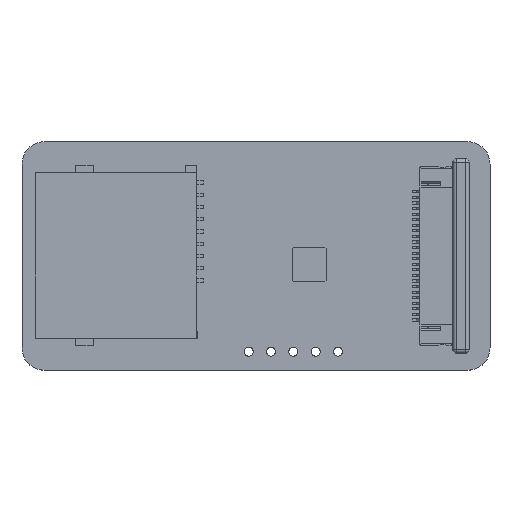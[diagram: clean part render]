
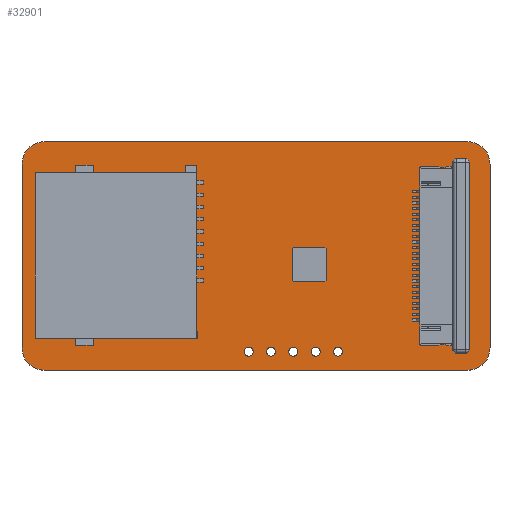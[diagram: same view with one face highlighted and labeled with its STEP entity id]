
A CAD part, top view. The second image highlights one B-rep face of the part: STEP entity #32901.
In plain terms, the highlighted planar face has unit normal (0, 0, 1).
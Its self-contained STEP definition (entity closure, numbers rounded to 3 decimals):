
#32675 = VERTEX_POINT('',#32676);
#32676 = CARTESIAN_POINT('',(204.25,-110.,1.6));
#32682 = EDGE_CURVE('',#32675,#32683,#32685,.T.);
#32683 = VERTEX_POINT('',#32684);
#32684 = CARTESIAN_POINT('',(206.25,-112.,1.6));
#32685 = CIRCLE('',#32686,2.);
#32686 = AXIS2_PLACEMENT_3D('',#32687,#32688,#32689);
#32687 = CARTESIAN_POINT('',(204.25,-112.,1.6));
#32688 = DIRECTION('',(0.,0.,-1.));
#32689 = DIRECTION('',(0.,1.,0.));
#32717 = VERTEX_POINT('',#32718);
#32718 = CARTESIAN_POINT('',(166.25,-110.,1.6));
#32724 = EDGE_CURVE('',#32717,#32675,#32725,.T.);
#32725 = LINE('',#32726,#32727);
#32726 = CARTESIAN_POINT('',(166.25,-110.,1.6));
#32727 = VECTOR('',#32728,1.);
#32728 = DIRECTION('',(1.,0.,0.));
#32746 = EDGE_CURVE('',#32683,#32747,#32749,.T.);
#32747 = VERTEX_POINT('',#32748);
#32748 = CARTESIAN_POINT('',(206.25,-128.5,1.6));
#32749 = LINE('',#32750,#32751);
#32750 = CARTESIAN_POINT('',(206.25,-112.,1.6));
#32751 = VECTOR('',#32752,1.);
#32752 = DIRECTION('',(0.,-1.,0.));
#32901 = ADVANCED_FACE('',(#32902,#32948,#32959,#32970,#32981,#32992,
    #33003,#33014),#33025,.F.);
#32902 = FACE_BOUND('',#32903,.F.);
#32903 = EDGE_LOOP('',(#32904,#32905,#32906,#32915,#32923,#32932,#32940,
    #32947));
#32904 = ORIENTED_EDGE('',*,*,#32682,.T.);
#32905 = ORIENTED_EDGE('',*,*,#32746,.T.);
#32906 = ORIENTED_EDGE('',*,*,#32907,.T.);
#32907 = EDGE_CURVE('',#32747,#32908,#32910,.T.);
#32908 = VERTEX_POINT('',#32909);
#32909 = CARTESIAN_POINT('',(204.25,-130.5,1.6));
#32910 = CIRCLE('',#32911,2.);
#32911 = AXIS2_PLACEMENT_3D('',#32912,#32913,#32914);
#32912 = CARTESIAN_POINT('',(204.25,-128.5,1.6));
#32913 = DIRECTION('',(0.,0.,-1.));
#32914 = DIRECTION('',(1.,0.,0.));
#32915 = ORIENTED_EDGE('',*,*,#32916,.T.);
#32916 = EDGE_CURVE('',#32908,#32917,#32919,.T.);
#32917 = VERTEX_POINT('',#32918);
#32918 = CARTESIAN_POINT('',(166.25,-130.5,1.6));
#32919 = LINE('',#32920,#32921);
#32920 = CARTESIAN_POINT('',(204.25,-130.5,1.6));
#32921 = VECTOR('',#32922,1.);
#32922 = DIRECTION('',(-1.,0.,0.));
#32923 = ORIENTED_EDGE('',*,*,#32924,.T.);
#32924 = EDGE_CURVE('',#32917,#32925,#32927,.T.);
#32925 = VERTEX_POINT('',#32926);
#32926 = CARTESIAN_POINT('',(164.25,-128.5,1.6));
#32927 = CIRCLE('',#32928,2.);
#32928 = AXIS2_PLACEMENT_3D('',#32929,#32930,#32931);
#32929 = CARTESIAN_POINT('',(166.25,-128.5,1.6));
#32930 = DIRECTION('',(0.,0.,-1.));
#32931 = DIRECTION('',(0.,-1.,0.));
#32932 = ORIENTED_EDGE('',*,*,#32933,.T.);
#32933 = EDGE_CURVE('',#32925,#32934,#32936,.T.);
#32934 = VERTEX_POINT('',#32935);
#32935 = CARTESIAN_POINT('',(164.25,-112.,1.6));
#32936 = LINE('',#32937,#32938);
#32937 = CARTESIAN_POINT('',(164.25,-128.5,1.6));
#32938 = VECTOR('',#32939,1.);
#32939 = DIRECTION('',(0.,1.,0.));
#32940 = ORIENTED_EDGE('',*,*,#32941,.T.);
#32941 = EDGE_CURVE('',#32934,#32717,#32942,.T.);
#32942 = CIRCLE('',#32943,2.);
#32943 = AXIS2_PLACEMENT_3D('',#32944,#32945,#32946);
#32944 = CARTESIAN_POINT('',(166.25,-112.,1.6));
#32945 = DIRECTION('',(0.,0.,-1.));
#32946 = DIRECTION('',(-1.,0.,-0.));
#32947 = ORIENTED_EDGE('',*,*,#32724,.T.);
#32948 = FACE_BOUND('',#32949,.F.);
#32949 = EDGE_LOOP('',(#32950));
#32950 = ORIENTED_EDGE('',*,*,#32951,.F.);
#32951 = EDGE_CURVE('',#32952,#32952,#32954,.T.);
#32952 = VERTEX_POINT('',#32953);
#32953 = CARTESIAN_POINT('',(192.601,-129.243,1.6));
#32954 = CIRCLE('',#32955,0.4);
#32955 = AXIS2_PLACEMENT_3D('',#32956,#32957,#32958);
#32956 = CARTESIAN_POINT('',(192.601,-128.843,1.6));
#32957 = DIRECTION('',(-0.,0.,-1.));
#32958 = DIRECTION('',(-0.,-1.,0.));
#32959 = FACE_BOUND('',#32960,.F.);
#32960 = EDGE_LOOP('',(#32961));
#32961 = ORIENTED_EDGE('',*,*,#32962,.F.);
#32962 = EDGE_CURVE('',#32963,#32963,#32965,.T.);
#32963 = VERTEX_POINT('',#32964);
#32964 = CARTESIAN_POINT('',(190.601,-129.243,1.6));
#32965 = CIRCLE('',#32966,0.4);
#32966 = AXIS2_PLACEMENT_3D('',#32967,#32968,#32969);
#32967 = CARTESIAN_POINT('',(190.601,-128.843,1.6));
#32968 = DIRECTION('',(-0.,0.,-1.));
#32969 = DIRECTION('',(-0.,-1.,0.));
#32970 = FACE_BOUND('',#32971,.F.);
#32971 = EDGE_LOOP('',(#32972));
#32972 = ORIENTED_EDGE('',*,*,#32973,.F.);
#32973 = EDGE_CURVE('',#32974,#32974,#32976,.T.);
#32974 = VERTEX_POINT('',#32975);
#32975 = CARTESIAN_POINT('',(188.601,-129.243,1.6));
#32976 = CIRCLE('',#32977,0.4);
#32977 = AXIS2_PLACEMENT_3D('',#32978,#32979,#32980);
#32978 = CARTESIAN_POINT('',(188.601,-128.843,1.6));
#32979 = DIRECTION('',(-0.,0.,-1.));
#32980 = DIRECTION('',(-0.,-1.,0.));
#32981 = FACE_BOUND('',#32982,.F.);
#32982 = EDGE_LOOP('',(#32983));
#32983 = ORIENTED_EDGE('',*,*,#32984,.F.);
#32984 = EDGE_CURVE('',#32985,#32985,#32987,.T.);
#32985 = VERTEX_POINT('',#32986);
#32986 = CARTESIAN_POINT('',(186.601,-129.243,1.6));
#32987 = CIRCLE('',#32988,0.4);
#32988 = AXIS2_PLACEMENT_3D('',#32989,#32990,#32991);
#32989 = CARTESIAN_POINT('',(186.601,-128.843,1.6));
#32990 = DIRECTION('',(-0.,0.,-1.));
#32991 = DIRECTION('',(-0.,-1.,0.));
#32992 = FACE_BOUND('',#32993,.F.);
#32993 = EDGE_LOOP('',(#32994));
#32994 = ORIENTED_EDGE('',*,*,#32995,.F.);
#32995 = EDGE_CURVE('',#32996,#32996,#32998,.T.);
#32996 = VERTEX_POINT('',#32997);
#32997 = CARTESIAN_POINT('',(184.601,-129.243,1.6));
#32998 = CIRCLE('',#32999,0.4);
#32999 = AXIS2_PLACEMENT_3D('',#33000,#33001,#33002);
#33000 = CARTESIAN_POINT('',(184.601,-128.843,1.6));
#33001 = DIRECTION('',(-0.,0.,-1.));
#33002 = DIRECTION('',(-0.,-1.,0.));
#33003 = FACE_BOUND('',#33004,.F.);
#33004 = EDGE_LOOP('',(#33005));
#33005 = ORIENTED_EDGE('',*,*,#33006,.F.);
#33006 = EDGE_CURVE('',#33007,#33007,#33009,.T.);
#33007 = VERTEX_POINT('',#33008);
#33008 = CARTESIAN_POINT('',(169.35,-123.75,1.6));
#33009 = CIRCLE('',#33010,0.5);
#33010 = AXIS2_PLACEMENT_3D('',#33011,#33012,#33013);
#33011 = CARTESIAN_POINT('',(169.35,-123.25,1.6));
#33012 = DIRECTION('',(-0.,0.,-1.));
#33013 = DIRECTION('',(-0.,-1.,0.));
#33014 = FACE_BOUND('',#33015,.F.);
#33015 = EDGE_LOOP('',(#33016));
#33016 = ORIENTED_EDGE('',*,*,#33017,.F.);
#33017 = EDGE_CURVE('',#33018,#33018,#33020,.T.);
#33018 = VERTEX_POINT('',#33019);
#33019 = CARTESIAN_POINT('',(169.35,-115.75,1.6));
#33020 = CIRCLE('',#33021,0.5);
#33021 = AXIS2_PLACEMENT_3D('',#33022,#33023,#33024);
#33022 = CARTESIAN_POINT('',(169.35,-115.25,1.6));
#33023 = DIRECTION('',(-0.,0.,-1.));
#33024 = DIRECTION('',(-0.,-1.,0.));
#33025 = PLANE('',#33026);
#33026 = AXIS2_PLACEMENT_3D('',#33027,#33028,#33029);
#33027 = CARTESIAN_POINT('',(185.25,-120.25,1.6));
#33028 = DIRECTION('',(-0.,-0.,-1.));
#33029 = DIRECTION('',(-1.,0.,0.));
